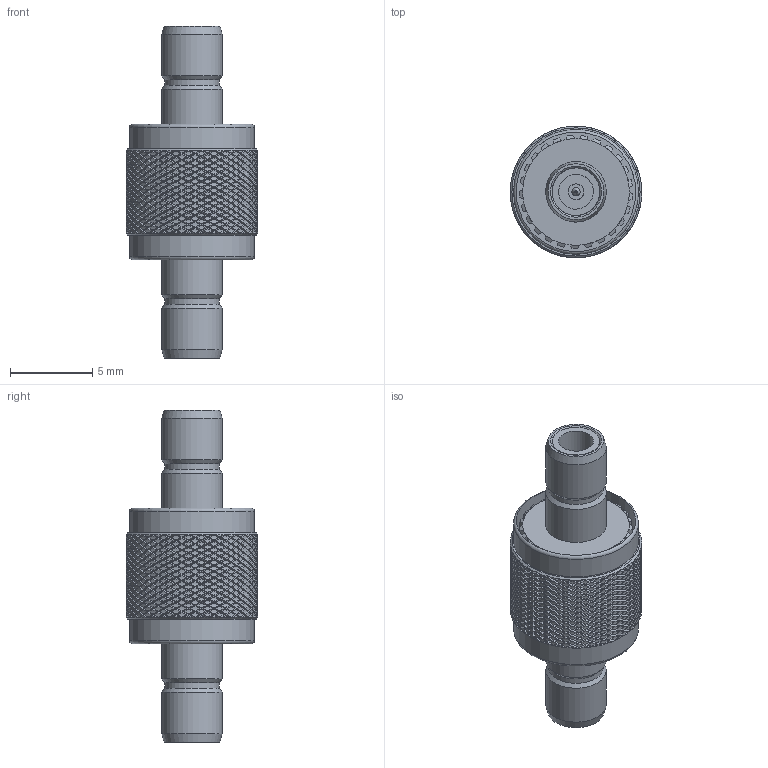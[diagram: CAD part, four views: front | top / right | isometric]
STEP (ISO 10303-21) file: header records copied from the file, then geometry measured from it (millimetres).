
FILE_DESCRIPTION(/* description */ ('Unknown'),/* implementation_level */ '2;1');
FILE_NAME(/* name */ '64416116111000',/* time_stamp */ '2019-12-12T16:39:46+01:00',/* author */ ('Unknown'),/* organization */ ('Unknown'),/* preprocessor_version */ 'ST-DEVELOPER v16.7',/* originating_system */ 'DEX',/* authorisation */ $);
FILE_SCHEMA (('AUTOMOTIVE_DESIGN {1 0 10303 214 3 1 1}'));
Length unit declared in the file: millimetre
Products named in the file (1): 64416116111000
Bounding box: 8 x 8 x 20.2 mm (x, y, z)
Volume: 458.1 mm3; surface area: 794.9 mm2
Topology: 1 solids, 1 shells, 5068 faces, 10457 edges, 5407 vertices
Faces by surface type: bspline 3456, cylinder 1066, plane 532, cone 12, torus 2
Full cylindrical faces by diameter (mm): 0.5 x2, 0.955 x2, 0.96 x2, 2.12 x2, 2.9 x2, 3.32 x2, 3.68 x4, 7.28 x2, 7.6 x2
Entity records: 237940 total; most frequent: CARTESIAN_POINT 135070, ORIENTED_EDGE 20816, EDGE_CURVE 10408, VERTEX_POINT 5392, DIRECTION 5352, EDGE_LOOP 5118, FACE_BOUND 5118, STYLED_ITEM 5068
